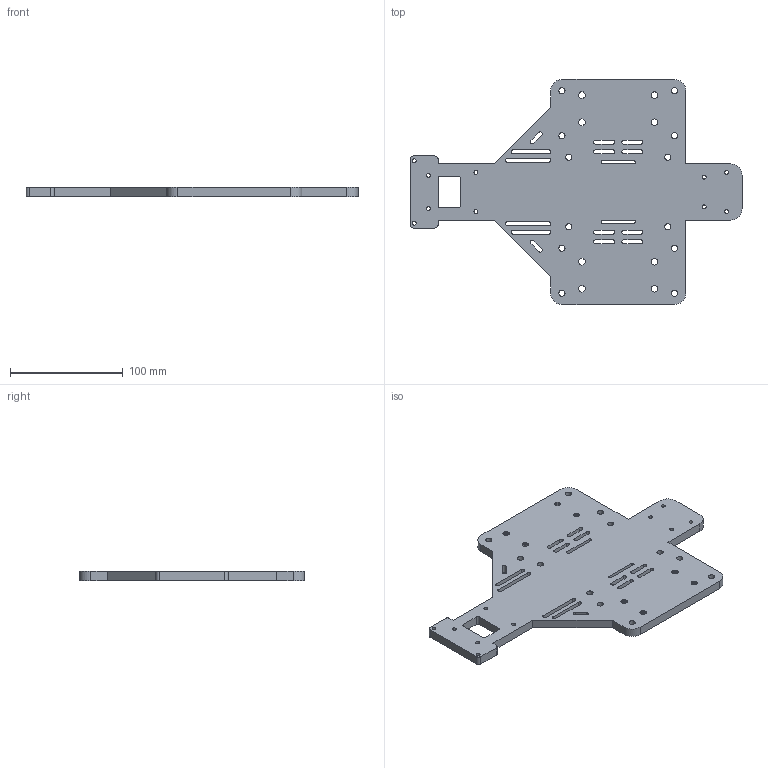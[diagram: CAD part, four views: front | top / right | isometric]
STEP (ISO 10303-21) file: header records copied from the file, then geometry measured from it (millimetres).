
FILE_DESCRIPTION(/* description */ (''),/* implementation_level */ '2;1');
FILE_NAME(/* name */ 'Bottom Frame.step',/* time_stamp */ '2021-06-01T09:25:02+02:00',/* author */ (''),/* organization */ (''),/* preprocessor_version */ 'ST-DEVELOPER v18.1',/* originating_system */ 'Autodesk Translation Framework v10.9.0.1377',/* authorisation */ '');
FILE_SCHEMA (('AUTOMOTIVE_DESIGN { 1 0 10303 214 3 1 1 }'));
Length unit declared in the file: millimetre
Products named in the file (1): Bottom Frame
Bounding box: 295 x 200 x 8 mm (x, y, z)
Volume: 264193.3 mm3; surface area: 84632.9 mm2
Topology: 1 solids, 1 shells, 292 faces, 870 edges, 580 vertices
Faces by surface type: plane 220, cylinder 72
Full cylindrical faces by diameter (mm): 3.5 x10, 5.5 x12
Entity records: 9959 total; most frequent: CARTESIAN_POINT 1743, ORIENTED_EDGE 1740, DIRECTION 1600, EDGE_CURVE 870, LINE 726, VECTOR 726, VERTEX_POINT 580, AXIS2_PLACEMENT_3D 437
